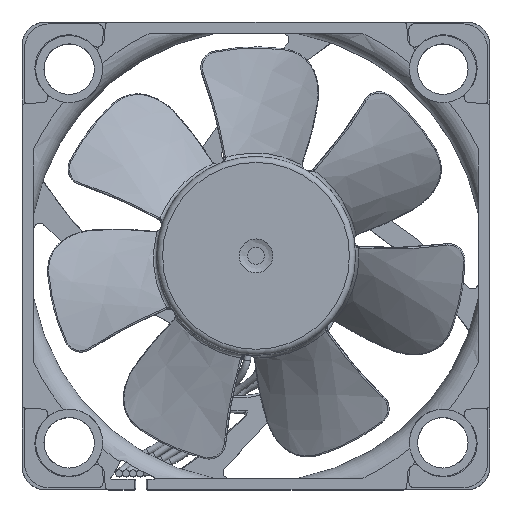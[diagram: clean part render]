
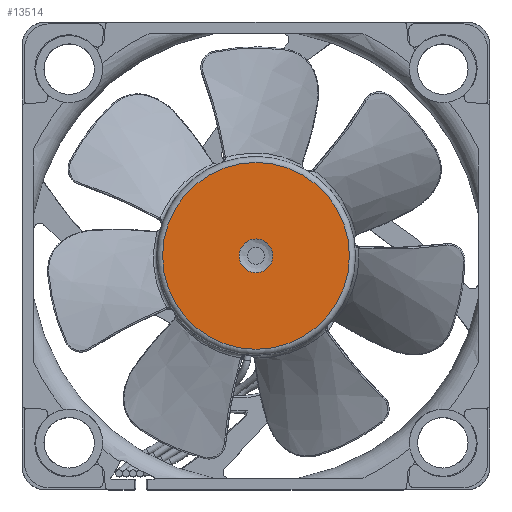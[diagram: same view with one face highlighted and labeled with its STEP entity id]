
A CAD part, top view. The second image highlights one B-rep face of the part: STEP entity #13514.
In plain terms, the highlighted planar face has unit normal (0, 0, 1).
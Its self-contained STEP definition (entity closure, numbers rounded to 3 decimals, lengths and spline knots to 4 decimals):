
#98=FACE_BOUND('',#3312,.T.);
#263=PLANE('',#14968);
#2458=FACE_OUTER_BOUND('',#3311,.T.);
#3311=EDGE_LOOP('',(#11542));
#3312=EDGE_LOOP('',(#11543,#11544));
#4219=CIRCLE('',#14958,1.45);
#4220=CIRCLE('',#14959,1.45);
#4223=CIRCLE('',#14964,8.);
#5986=VERTEX_POINT('',#26122);
#5987=VERTEX_POINT('',#26123);
#5989=VERTEX_POINT('',#26131);
#7854=EDGE_CURVE('',#5986,#5987,#4219,.T.);
#7855=EDGE_CURVE('',#5987,#5986,#4220,.T.);
#7858=EDGE_CURVE('',#5989,#5989,#4223,.T.);
#11542=ORIENTED_EDGE('',*,*,#7858,.F.);
#11543=ORIENTED_EDGE('',*,*,#7854,.T.);
#11544=ORIENTED_EDGE('',*,*,#7855,.T.);
#13514=ADVANCED_FACE('',(#2458,#98),#263,.T.);
#14958=AXIS2_PLACEMENT_3D('',#26124,#18056,#18057);
#14959=AXIS2_PLACEMENT_3D('',#26125,#18058,#18059);
#14964=AXIS2_PLACEMENT_3D('',#26132,#18068,#18069);
#14968=AXIS2_PLACEMENT_3D('',#26779,#18078,#18079);
#18056=DIRECTION('center_axis',(0.,0.,-1.));
#18057=DIRECTION('ref_axis',(-1.,0.,0.));
#18058=DIRECTION('center_axis',(0.,0.,-1.));
#18059=DIRECTION('ref_axis',(-1.,0.,0.));
#18068=DIRECTION('center_axis',(0.,0.,-1.));
#18069=DIRECTION('ref_axis',(1.,0.,0.));
#18078=DIRECTION('center_axis',(0.,0.,1.));
#18079=DIRECTION('ref_axis',(1.,0.,0.));
#26122=CARTESIAN_POINT('',(1.45,0.,5.3009));
#26123=CARTESIAN_POINT('',(-1.45,0.,5.3009));
#26124=CARTESIAN_POINT('Origin',(0.,0.,5.3009));
#26125=CARTESIAN_POINT('Origin',(0.,0.,5.3009));
#26131=CARTESIAN_POINT('',(-8.,0.,5.3009));
#26132=CARTESIAN_POINT('Origin',(0.,0.,
5.3009));
#26779=CARTESIAN_POINT('Origin',(0.,0.,
5.3009));
